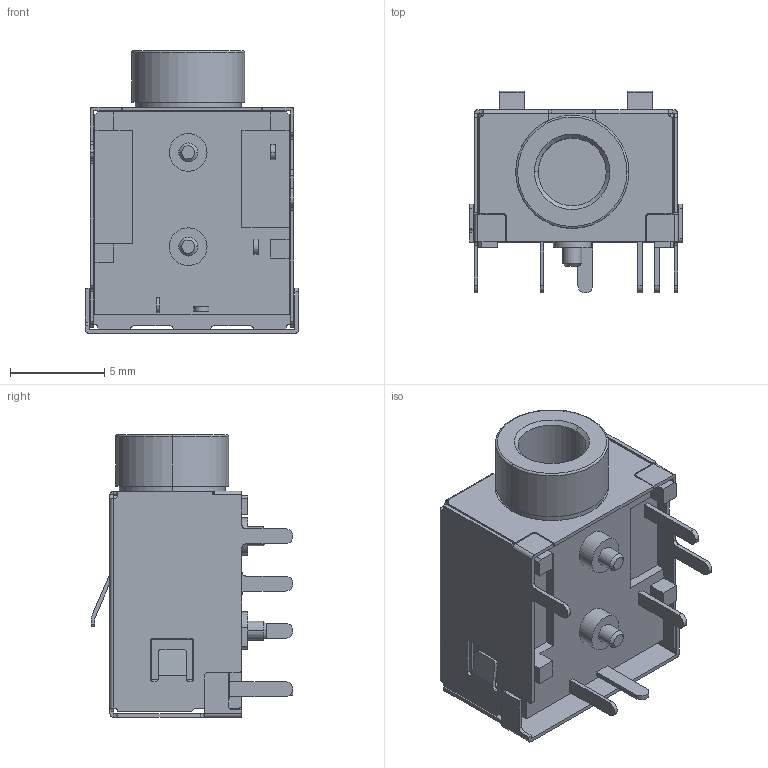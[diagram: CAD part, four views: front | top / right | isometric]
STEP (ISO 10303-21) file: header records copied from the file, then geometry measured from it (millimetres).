
FILE_DESCRIPTION (( 'STEP AP214' ), '1' );
FILE_NAME ('CUI_DEVICES_SJ-435107.step', '2020-11-02T02:14:11', ( '' ), ( '' ), 'SwSTEP 2.0', 'SolidWorks 2020', '' );
FILE_SCHEMA (( 'AUTOMOTIVE_DESIGN' ));
Length unit declared in the file: inch
Products named in the file (1): CUI_DEVICES_SJ-435107
Bounding box: 11.3 x 10.7 x 15 mm (x, y, z)
Volume: 706 mm3; surface area: 1580.3 mm2
Topology: 2 solids, 2 shells, 323 faces, 903 edges, 590 vertices
Faces by surface type: plane 192, cylinder 123, cone 6, torus 2
Entity records: 14283 total; most frequent: CARTESIAN_POINT 1817, DIRECTION 1807, ORIENTED_EDGE 1806, EDGE_CURVE 903, VECTOR 647, LINE 647, VERTEX_POINT 590, AXIS2_PLACEMENT_3D 580
